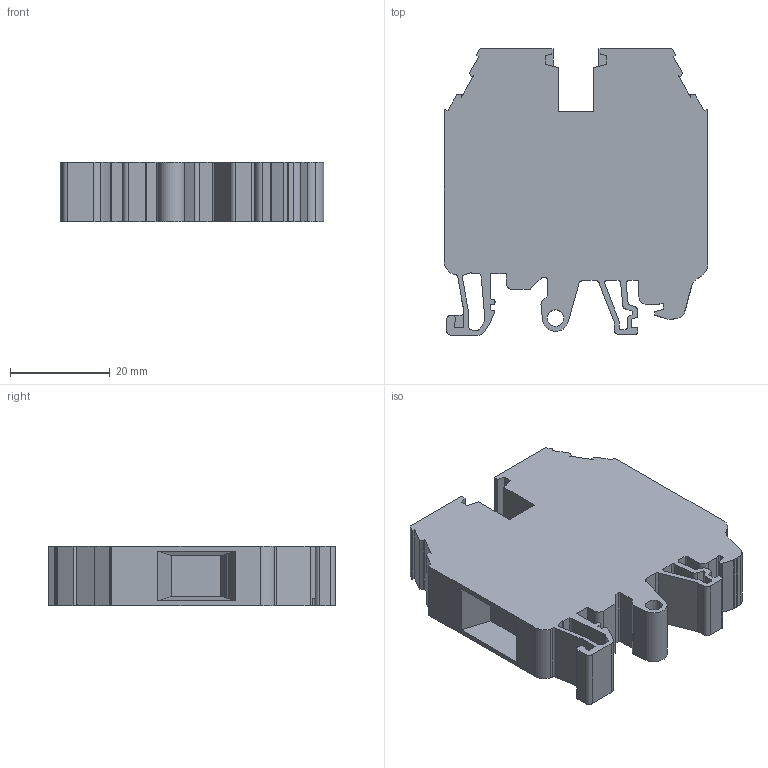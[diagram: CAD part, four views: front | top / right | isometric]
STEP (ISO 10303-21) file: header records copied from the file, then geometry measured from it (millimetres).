
FILE_DESCRIPTION (( 'STEP AP214' ), '1' );
FILE_NAME ('AVK 16RD.STP', '2013-07-08T16:53:48', ( 'gurcan' ), ( '' ), 'SwSTEP 2.0', 'SolidWorks 2013', '' );
FILE_SCHEMA (( 'AUTOMOTIVE_DESIGN' ));
Length unit declared in the file: millimetre
Products named in the file (1): AVK 16RD
Bounding box: 52.8 x 57.31 x 12 mm (x, y, z)
Volume: 27468.2 mm3; surface area: 9772.4 mm2
Topology: 1 solids, 1 shells, 212 faces, 618 edges, 412 vertices
Faces by surface type: plane 134, cylinder 78
Entity records: 7069 total; most frequent: CARTESIAN_POINT 1243, ORIENTED_EDGE 1236, DIRECTION 1205, EDGE_CURVE 618, LINE 457, VECTOR 457, VERTEX_POINT 412, AXIS2_PLACEMENT_3D 374
